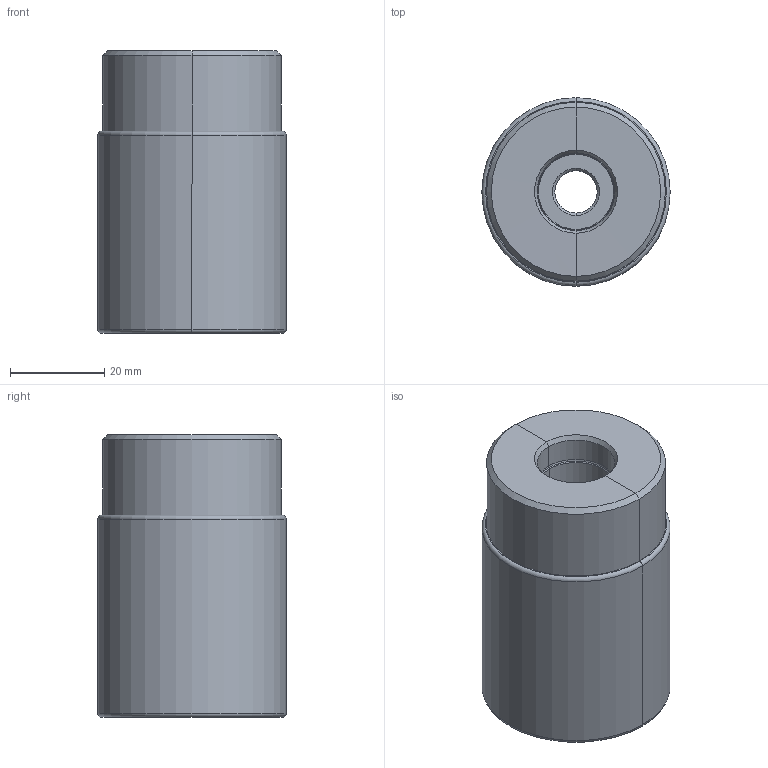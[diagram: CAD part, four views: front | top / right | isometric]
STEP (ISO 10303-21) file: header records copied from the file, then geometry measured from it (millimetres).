
FILE_DESCRIPTION((''),'2;1');
FILE_NAME('DEX','2022-11-10T15:24:09',('bernerhp'),(''),'CREO PARAMETRIC BY PTC INC, 2021184','CREO PARAMETRIC BY PTC INC, 2021184','');
FILE_SCHEMA(('AP242_MANAGED_MODEL_BASED_3D_ENGINEERING_MIM_LF { 1 0 10303 442 1 1 4 }'));
Length unit declared in the file: millimetre
Products named in the file (1): DEX
Bounding box: 40 x 40 x 60 mm (x, y, z)
Volume: 63333.2 mm3; surface area: 12225.3 mm2
Topology: 1 solids, 1 shells, 41 faces, 86 edges, 51 vertices
Faces by surface type: cylinder 14, cone 14, torus 8, plane 5
Entity records: 1576 total; most frequent: DIRECTION 238, CARTESIAN_POINT 182, ORIENTED_EDGE 164, AXIS2_PLACEMENT_3D 104, PRESENTATION_STYLE_ASSIGNMENT 97, STYLED_ITEM 90, CURVE_STYLE 89, EDGE_CURVE 82
